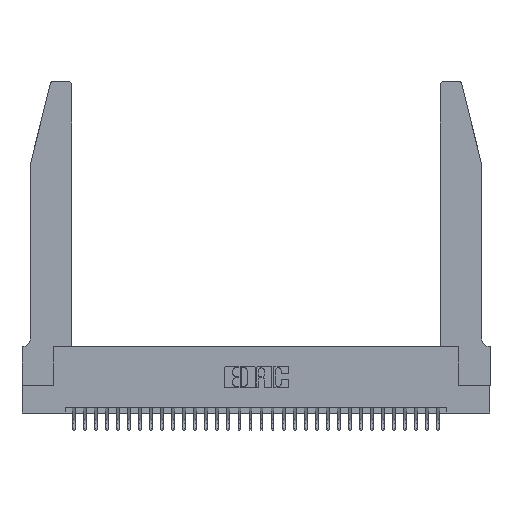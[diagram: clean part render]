
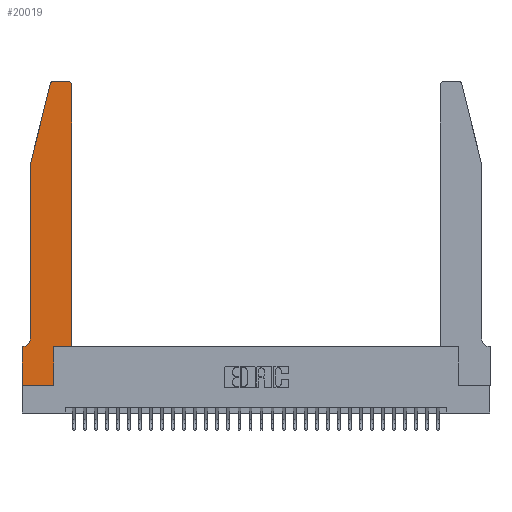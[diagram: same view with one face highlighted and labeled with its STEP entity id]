
A CAD part, top view. The second image highlights one B-rep face of the part: STEP entity #20019.
In plain terms, the highlighted planar face has unit normal (0, 0, 1).
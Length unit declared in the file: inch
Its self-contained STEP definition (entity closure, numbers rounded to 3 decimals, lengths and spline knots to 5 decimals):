
#4 = EDGE_CURVE ( 'NONE', #13801, #14019, #14927, .T. ) ;
#1254 = DIRECTION ( 'NONE',  ( 1., 0., 0. ) ) ;
#1618 = EDGE_CURVE ( 'NONE', #8344, #19238, #27211, .T. ) ;
#2599 = CARTESIAN_POINT ( 'NONE',  ( 0.4205, 2.72, 0.37 ) ) ;
#2742 = CARTESIAN_POINT ( 'NONE',  ( 0.4505, 0.35, 0.37 ) ) ;
#3083 = VECTOR ( 'NONE', #20387, 39.37008 ) ;
#3680 = CARTESIAN_POINT ( 'NONE',  ( 0.4505, 0.35, 0.37 ) ) ;
#3705 = VECTOR ( 'NONE', #26482, 39.37008 ) ;
#3714 = DIRECTION ( 'NONE',  ( 1., 0., 0. ) ) ;
#4267 = CARTESIAN_POINT ( 'NONE',  ( 0., 0.35, 0.37 ) ) ;
#4817 = EDGE_LOOP ( 'NONE', ( #7968, #13795, #16633, #12547, #22875, #12371, #9179, #24286, #17941, #13598, #14524, #29139 ) ) ;
#4909 = AXIS2_PLACEMENT_3D ( 'NONE', #2599, #12777, #20149 ) ;
#5236 = AXIS2_PLACEMENT_3D ( 'NONE', #17858, #17756, #17963 ) ;
#5285 = VERTEX_POINT ( 'NONE', #19228 ) ;
#5337 = CARTESIAN_POINT ( 'NONE',  ( 0.2865, 0., 0.37 ) ) ;
#5433 = DIRECTION ( 'NONE',  ( -1., 0., 0. ) ) ;
#6017 = CARTESIAN_POINT ( 'NONE',  ( 0.0755, 2., 0.37 ) ) ;
#6091 = VERTEX_POINT ( 'NONE', #4267 ) ;
#6630 = VECTOR ( 'NONE', #18500, 39.37008 ) ;
#6673 = CARTESIAN_POINT ( 'NONE',  ( 0.0755, 2., 0.37 ) ) ;
#7330 = CARTESIAN_POINT ( 'NONE',  ( 0.4205, 2.75, 0.37 ) ) ;
#7640 = CARTESIAN_POINT ( 'NONE',  ( 0.2605, 2.75, 0.37 ) ) ;
#7729 = PLANE ( 'NONE',  #5236 ) ;
#7769 = LINE ( 'NONE', #3680, #29896 ) ;
#7898 = VERTEX_POINT ( 'NONE', #14124 ) ;
#7968 = ORIENTED_EDGE ( 'NONE', *, *, #23927, .T. ) ;
#8215 = LINE ( 'NONE', #2742, #3083 ) ;
#8344 = VERTEX_POINT ( 'NONE', #5337 ) ;
#8461 = LINE ( 'NONE', #6017, #3705 ) ;
#9033 = LINE ( 'NONE', #7640, #19699 ) ;
#9179 = ORIENTED_EDGE ( 'NONE', *, *, #23592, .T. ) ;
#9226 = DIRECTION ( 'NONE',  ( 0., -1., 0. ) ) ;
#10057 = LINE ( 'NONE', #31982, #17532 ) ;
#10922 = VERTEX_POINT ( 'NONE', #31893 ) ;
#11463 = CARTESIAN_POINT ( 'NONE',  ( 0.4505, 2.72, 0.37 ) ) ;
#11832 = EDGE_CURVE ( 'NONE', #14019, #6091, #26087, .T. ) ;
#12371 = ORIENTED_EDGE ( 'NONE', *, *, #11832, .T. ) ;
#12547 = ORIENTED_EDGE ( 'NONE', *, *, #21208, .T. ) ;
#12777 = DIRECTION ( 'NONE',  ( 0., 0., 1. ) ) ;
#13354 = CARTESIAN_POINT ( 'NONE',  ( 0., 0., 0.37 ) ) ;
#13364 = LINE ( 'NONE', #13354, #6630 ) ;
#13397 = VERTEX_POINT ( 'NONE', #11463 ) ;
#13435 = VERTEX_POINT ( 'NONE', #21882 ) ;
#13598 = ORIENTED_EDGE ( 'NONE', *, *, #15233, .T. ) ;
#13795 = ORIENTED_EDGE ( 'NONE', *, *, #29621, .T. ) ;
#13801 = VERTEX_POINT ( 'NONE', #18128 ) ;
#14019 = VERTEX_POINT ( 'NONE', #27550 ) ;
#14124 = CARTESIAN_POINT ( 'NONE',  ( 0., 0., 0.37 ) ) ;
#14515 = VECTOR ( 'NONE', #9226, 39.37008 ) ;
#14524 = ORIENTED_EDGE ( 'NONE', *, *, #25330, .T. ) ;
#14612 = CARTESIAN_POINT ( 'NONE',  ( 0.2865, 0.35, 0.37 ) ) ;
#14927 = CIRCLE ( 'NONE', #15582, 0.07 ) ;
#15233 = EDGE_CURVE ( 'NONE', #19238, #29445, #8215, .T. ) ;
#15582 = AXIS2_PLACEMENT_3D ( 'NONE', #25048, #30874, #5433 ) ;
#16113 = VECTOR ( 'NONE', #21251, 39.37008 ) ;
#16633 = ORIENTED_EDGE ( 'NONE', *, *, #17403, .T. ) ;
#17403 = EDGE_CURVE ( 'NONE', #13435, #10922, #8461, .T. ) ;
#17532 = VECTOR ( 'NONE', #1254, 39.37008 ) ;
#17623 = CIRCLE ( 'NONE', #4909, 0.03 ) ;
#17756 = DIRECTION ( 'NONE',  ( 0., 0., 1. ) ) ;
#17858 = CARTESIAN_POINT ( 'NONE',  ( 0., 0.35, 0.37 ) ) ;
#17941 = ORIENTED_EDGE ( 'NONE', *, *, #1618, .T. ) ;
#17963 = DIRECTION ( 'NONE',  ( 1., 0., 0. ) ) ;
#18128 = CARTESIAN_POINT ( 'NONE',  ( 0.0755, 0.42, 0.37 ) ) ;
#18164 = VECTOR ( 'NONE', #22221, 39.37008 ) ;
#18500 = DIRECTION ( 'NONE',  ( 0., -1., 0. ) ) ;
#18624 = CARTESIAN_POINT ( 'NONE',  ( 0.4505, 0.35, 0.37 ) ) ;
#19228 = CARTESIAN_POINT ( 'NONE',  ( 0.284, 2.75, 0.37 ) ) ;
#19238 = VERTEX_POINT ( 'NONE', #14612 ) ;
#19699 = VECTOR ( 'NONE', #24989, 39.37008 ) ;
#20019 = ADVANCED_FACE ( 'NONE', ( #31599 ), #7729, .T. ) ;
#20149 = DIRECTION ( 'NONE',  ( 1., 0., 0. ) ) ;
#20387 = DIRECTION ( 'NONE',  ( 1., 0., 0. ) ) ;
#21208 = EDGE_CURVE ( 'NONE', #10922, #13801, #21573, .T. ) ;
#21251 = DIRECTION ( 'NONE',  ( 0., 1., 0. ) ) ;
#21573 = LINE ( 'NONE', #6673, #14515 ) ;
#21667 = CARTESIAN_POINT ( 'NONE',  ( 0.284, 2.72, 0.37 ) ) ;
#21882 = CARTESIAN_POINT ( 'NONE',  ( 0.25487, 2.72718, 0.37 ) ) ;
#22221 = DIRECTION ( 'NONE',  ( -1., 0., 0. ) ) ;
#22875 = ORIENTED_EDGE ( 'NONE', *, *, #4, .T. ) ;
#23592 = EDGE_CURVE ( 'NONE', #6091, #7898, #13364, .T. ) ;
#23823 = AXIS2_PLACEMENT_3D ( 'NONE', #21667, #26477, #3714 ) ;
#23927 = EDGE_CURVE ( 'NONE', #30272, #5285, #9033, .T. ) ;
#24286 = ORIENTED_EDGE ( 'NONE', *, *, #30112, .T. ) ;
#24989 = DIRECTION ( 'NONE',  ( -1., 0., 0. ) ) ;
#25048 = CARTESIAN_POINT ( 'NONE',  ( 0.0055, 0.42, 0.37 ) ) ;
#25073 = EDGE_CURVE ( 'NONE', #13397, #30272, #17623, .T. ) ;
#25330 = EDGE_CURVE ( 'NONE', #29445, #13397, #7769, .T. ) ;
#26087 = LINE ( 'NONE', #29674, #18164 ) ;
#26209 = DIRECTION ( 'NONE',  ( 0., 1., 0. ) ) ;
#26477 = DIRECTION ( 'NONE',  ( 0., 0., 1. ) ) ;
#26482 = DIRECTION ( 'NONE',  ( -0.239, -0.971, 0. ) ) ;
#27211 = LINE ( 'NONE', #31033, #16113 ) ;
#27550 = CARTESIAN_POINT ( 'NONE',  ( 0.0055, 0.35, 0.37 ) ) ;
#29139 = ORIENTED_EDGE ( 'NONE', *, *, #25073, .T. ) ;
#29445 = VERTEX_POINT ( 'NONE', #18624 ) ;
#29621 = EDGE_CURVE ( 'NONE', #5285, #13435, #30653, .T. ) ;
#29674 = CARTESIAN_POINT ( 'NONE',  ( 0.0755, 0.35, 0.37 ) ) ;
#29896 = VECTOR ( 'NONE', #26209, 39.37008 ) ;
#30112 = EDGE_CURVE ( 'NONE', #7898, #8344, #10057, .T. ) ;
#30272 = VERTEX_POINT ( 'NONE', #7330 ) ;
#30653 = CIRCLE ( 'NONE', #23823, 0.03 ) ;
#30874 = DIRECTION ( 'NONE',  ( 0., 0., -1. ) ) ;
#31033 = CARTESIAN_POINT ( 'NONE',  ( 0.2865, 0.35, 0.37 ) ) ;
#31599 = FACE_OUTER_BOUND ( 'NONE', #4817, .T. ) ;
#31893 = CARTESIAN_POINT ( 'NONE',  ( 0.0755, 2., 0.37 ) ) ;
#31982 = CARTESIAN_POINT ( 'NONE',  ( 0., 0., 0.37 ) ) ;
